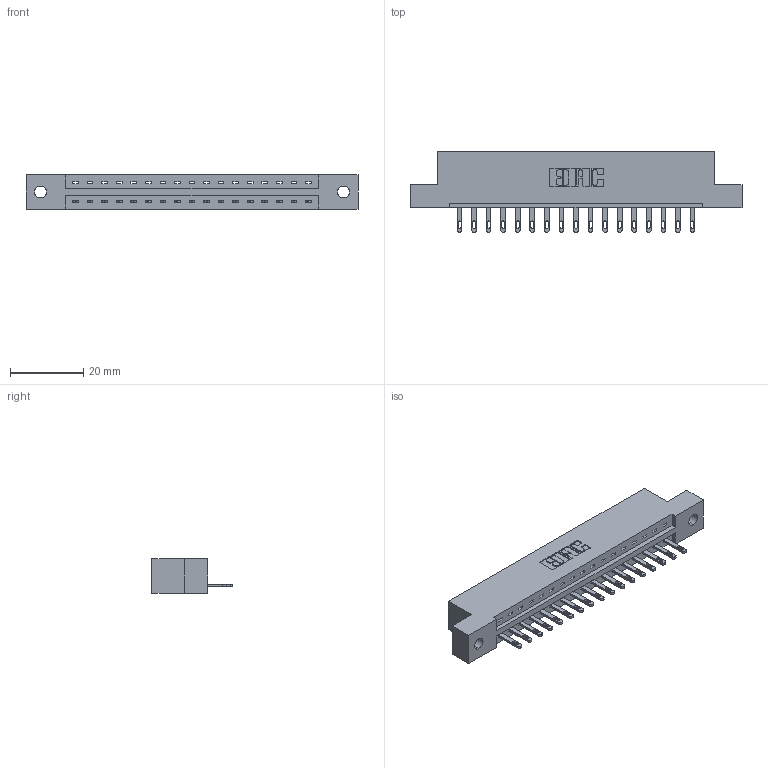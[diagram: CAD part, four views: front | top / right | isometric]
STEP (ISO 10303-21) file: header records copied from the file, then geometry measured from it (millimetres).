
FILE_DESCRIPTION (( 'STEP AP203' ), '1' );
FILE_NAME ('337-017-500-102.STEP', '2018-08-04T21:10:33', ( '' ), ( '' ), 'SwSTEP 2.0', 'SolidWorks 2016', '' );
FILE_SCHEMA (( 'CONFIG_CONTROL_DESIGN' ));
Length unit declared in the file: inch
Products named in the file (3): 337 Part_Flush Mounting Lugs - 0.128 Dia; 345-292-001_345-293-100; 337-017-500-102
Assembly tree (18 placements, depth 2):
  337-017-500-102
    337 Part_Flush Mounting Lugs - 0.128 Dia
    345-292-001_345-293-100  x17
Bounding box: 90.37 x 21.85 x 9.4 mm (x, y, z)
Volume: 9053.8 mm3; surface area: 8986.8 mm2
Topology: 18 solids, 18 shells, 1100 faces, 3371 edges, 2246 vertices
Faces by surface type: plane 750, cylinder 350
Entity records: 15803 total; most frequent: CARTESIAN_POINT 2757, ORIENTED_EDGE 2710, DIRECTION 2373, EDGE_CURVE 1355, LINE 1223, VECTOR 1223, VERTEX_POINT 902, AXIS2_PLACEMENT_3D 575
